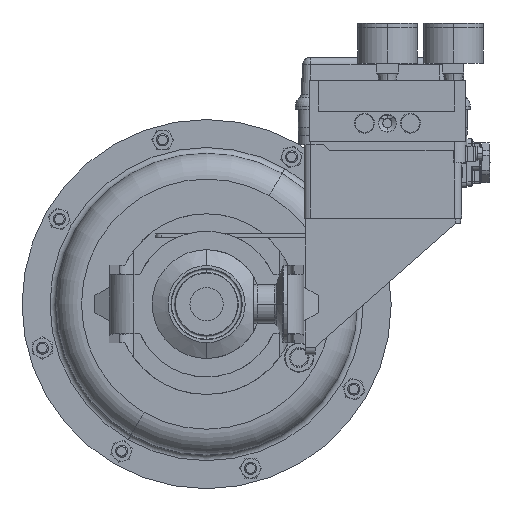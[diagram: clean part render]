
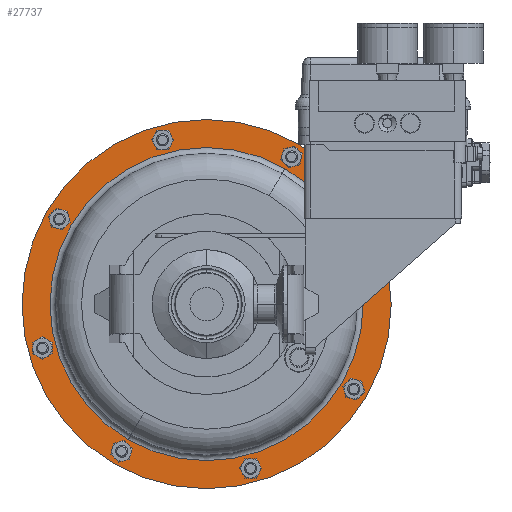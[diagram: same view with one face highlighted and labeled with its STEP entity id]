
A CAD part, front view. The second image highlights one B-rep face of the part: STEP entity #27737.
In plain terms, the highlighted planar face has unit normal (0, -1, 0).
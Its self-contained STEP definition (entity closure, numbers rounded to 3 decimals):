
#2586 = CARTESIAN_POINT ( 'NONE',  ( -2.375, 8.295, -3.501 ) ) ;
#2970 = VERTEX_POINT ( 'NONE', #71828 ) ;
#5332 = FACE_OUTER_BOUND ( 'NONE', #17024, .T. ) ;
#6133 = EDGE_CURVE ( 'NONE', #90912, #2970, #80184, .T. ) ;
#10357 = ORIENTED_EDGE ( 'NONE', *, *, #45849, .T. ) ;
#10557 = CARTESIAN_POINT ( 'NONE',  ( 0., 8.295, 0.613 ) ) ;
#11140 = CIRCLE ( 'NONE', #57638, 4.75 ) ;
#11592 = VERTEX_POINT ( 'NONE', #19790 ) ;
#14461 = CARTESIAN_POINT ( 'NONE',  ( 0., 8.295, 0.613 ) ) ;
#16286 = AXIS2_PLACEMENT_3D ( 'NONE', #35161, #71352, #63655 ) ;
#17024 = EDGE_LOOP ( 'NONE', ( #33297, #86814 ) ) ;
#19790 = CARTESIAN_POINT ( 'NONE',  ( 2.014, 8.295, 4.102 ) ) ;
#23369 = EDGE_CURVE ( 'NONE', #2970, #90912, #11140, .T. ) ;
#27166 = CARTESIAN_POINT ( 'NONE',  ( 0., 8.295, 0.613 ) ) ;
#27737 = ADVANCED_FACE ( 'NONE', ( #34017, #5332 ), #76120, .T. ) ;
#27913 = DIRECTION ( 'NONE',  ( 0., 1., 0. ) ) ;
#28137 = CIRCLE ( 'NONE', #16286, 4.029 ) ;
#31711 = CARTESIAN_POINT ( 'NONE',  ( 4.114, 8.295, -1.762 ) ) ;
#33297 = ORIENTED_EDGE ( 'NONE', *, *, #23369, .F. ) ;
#34017 = FACE_BOUND ( 'NONE', #58849, .T. ) ;
#35161 = CARTESIAN_POINT ( 'NONE',  ( 0., 8.295, 0.613 ) ) ;
#35437 = DIRECTION ( 'NONE',  ( 0., 1., 0. ) ) ;
#38972 = ORIENTED_EDGE ( 'NONE', *, *, #40064, .T. ) ;
#39746 = AXIS2_PLACEMENT_3D ( 'NONE', #27166, #35437, #63616 ) ;
#40064 = EDGE_CURVE ( 'NONE', #11592, #64508, #28137, .T. ) ;
#45849 = EDGE_CURVE ( 'NONE', #64508, #11592, #59393, .T. ) ;
#54377 = DIRECTION ( 'NONE',  ( 0., -1., 0. ) ) ;
#57638 = AXIS2_PLACEMENT_3D ( 'NONE', #10557, #83845, #62054 ) ;
#58849 = EDGE_LOOP ( 'NONE', ( #38972, #10357 ) ) ;
#59393 = CIRCLE ( 'NONE', #90934, 4.029 ) ;
#62054 = DIRECTION ( 'NONE',  ( 0.5, 0., 0.866 ) ) ;
#63616 = DIRECTION ( 'NONE',  ( 0.5, 0., 0.866 ) ) ;
#63655 = DIRECTION ( 'NONE',  ( 0.5, 0., 0.866 ) ) ;
#64508 = VERTEX_POINT ( 'NONE', #73745 ) ;
#71352 = DIRECTION ( 'NONE',  ( 0., 1., 0. ) ) ;
#71828 = CARTESIAN_POINT ( 'NONE',  ( 2.375, 8.295, 4.727 ) ) ;
#73745 = CARTESIAN_POINT ( 'NONE',  ( -2.014, 8.295, -2.876 ) ) ;
#76120 = PLANE ( 'NONE',  #81039 ) ;
#80184 = CIRCLE ( 'NONE', #39746, 4.75 ) ;
#81039 = AXIS2_PLACEMENT_3D ( 'NONE', #31711, #54377, #89933 ) ;
#83845 = DIRECTION ( 'NONE',  ( 0., 1., 0. ) ) ;
#86814 = ORIENTED_EDGE ( 'NONE', *, *, #6133, .F. ) ;
#87373 = DIRECTION ( 'NONE',  ( 0.5, 0., 0.866 ) ) ;
#89933 = DIRECTION ( 'NONE',  ( -0.5, 0., -0.866 ) ) ;
#90912 = VERTEX_POINT ( 'NONE', #2586 ) ;
#90934 = AXIS2_PLACEMENT_3D ( 'NONE', #14461, #27913, #87373 ) ;
